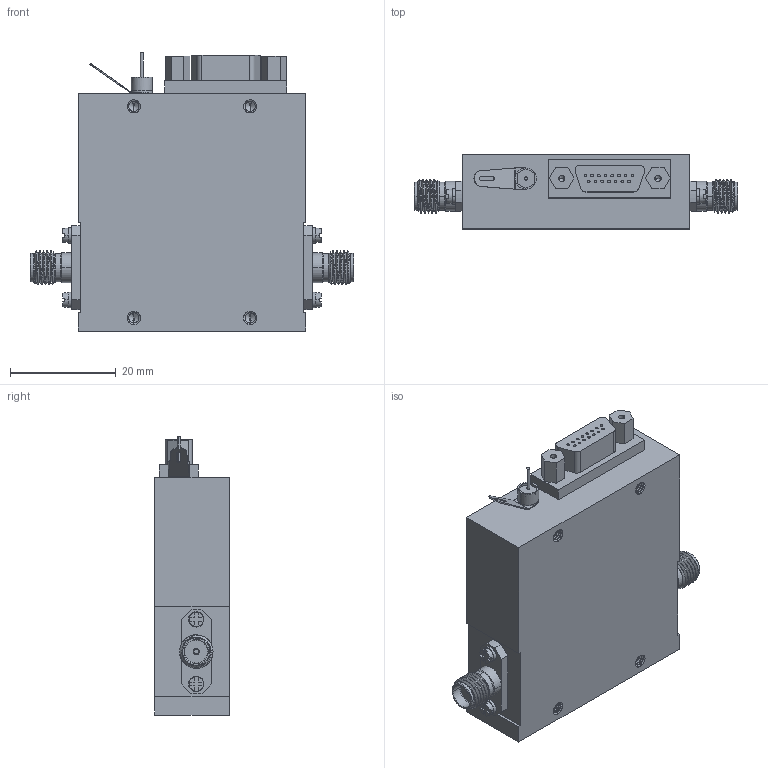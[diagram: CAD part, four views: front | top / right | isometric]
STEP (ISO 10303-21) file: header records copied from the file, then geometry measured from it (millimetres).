
FILE_DESCRIPTION (( 'STEP AP214' ), '1' );
FILE_NAME ('FM82P5019_3D.step', '2023-03-16T18:20:23', ( '' ), ( '' ), 'SwSTEP 2.0', 'SolidWorks 2022', '' );
FILE_SCHEMA (( 'AUTOMOTIVE_DESIGN' ));
Length unit declared in the file: inch
Products named in the file (6): FM82P5024_SCREW 4-40; PE45584 ¦ FMCN1634; FM82P5019_Base Model; FM82P5019_3D; FM82P5024_WASHER; FM82P5021_15 PIN CONNECTOR
Assembly tree (12 placements, depth 2):
  FM82P5019_3D
    FM82P5019_Base Model
    FM82P5021_15 PIN CONNECTOR
    FM82P5024_WASHER  x4
    FM82P5024_SCREW 4-40  x4
    PE45584 ¦ FMCN1634  x2
Bounding box: 61.16 x 14 x 52.6 mm (x, y, z)
Volume: 27331.8 mm3; surface area: 9072.7 mm2
Topology: 24 solids, 24 shells, 1064 faces, 2688 edges, 1746 vertices
Faces by surface type: plane 562, cylinder 267, cone 118, bspline 117
Entity records: 32406 total; most frequent: CARTESIAN_POINT 12657, ORIENTED_EDGE 4188, DIRECTION 3065, EDGE_CURVE 2094, VERTEX_POINT 1379, LINE 1039, VECTOR 1039, AXIS2_PLACEMENT_3D 1013
